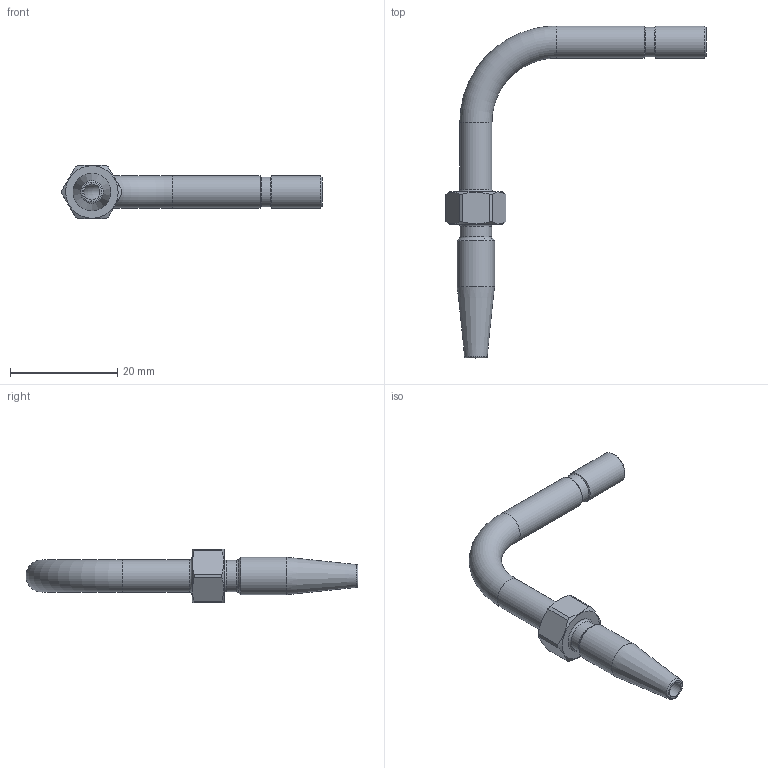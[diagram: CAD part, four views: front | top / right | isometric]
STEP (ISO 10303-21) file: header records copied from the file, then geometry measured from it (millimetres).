
FILE_DESCRIPTION(/* description */ ('STEP AP214'),/* implementation_level */ '2;1');
FILE_NAME(/* name */ 'H0820030',/* time_stamp */ '2023-05-10T15:43:50+02:00',/* author */ ('License CC BY-ND 4.0'),/* organization */ ('CADENAS'),/* preprocessor_version */ 'ST-DEVELOPER v19.3',/* originating_system */ 'PARTsolutions',/* authorisation */ ' ');
FILE_SCHEMA (('AUTOMOTIVE_DESIGN {1 0 10303 214 3 1 1}'));
Length unit declared in the file: millimetre
Products named in the file (1): H0820030
Bounding box: 48.6 x 62 x 10 mm (x, y, z)
Volume: 2408.5 mm3; surface area: 2934.9 mm2
Topology: 1 solids, 1 shells, 39 faces, 88 edges, 54 vertices
Faces by surface type: cylinder 14, plane 11, torus 8, cone 6
Full cylindrical faces by diameter (mm): 3 x2, 5.5 x1, 5.85 x1, 6 x3, 7 x1
Entity records: 1000 total; most frequent: CARTESIAN_POINT 200, DIRECTION 168, ORIENTED_EDGE 124, AXIS2_PLACEMENT_3D 78, EDGE_LOOP 66, FACE_BOUND 66, EDGE_CURVE 62, VERTEX_POINT 50
